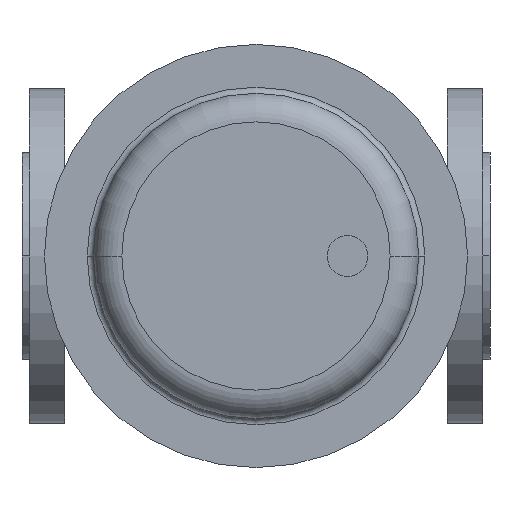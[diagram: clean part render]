
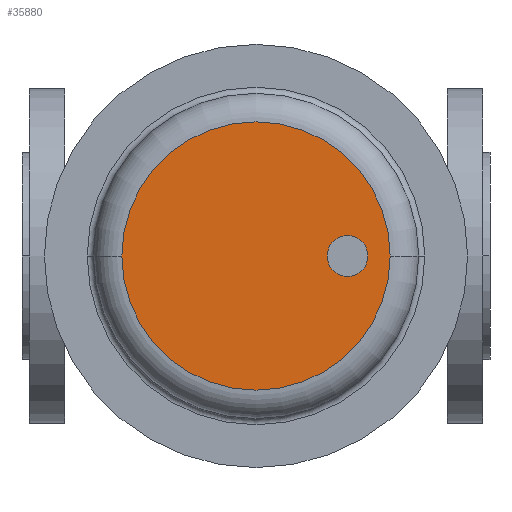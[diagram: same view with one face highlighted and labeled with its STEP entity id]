
A CAD part, front view. The second image highlights one B-rep face of the part: STEP entity #35880.
In plain terms, the highlighted planar face has unit normal (0, -1, 0).
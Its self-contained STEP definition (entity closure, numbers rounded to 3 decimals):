
#35340=CARTESIAN_POINT('',(180.93,-477.,0.));
#35350=VERTEX_POINT('',#35340);
#35380=CARTESIAN_POINT('',(115.,-477.,0.));
#35390=DIRECTION('',(0.,1.,0.));
#35400=DIRECTION('',(1.,0.,0.));
#35410=AXIS2_PLACEMENT_3D('',#35380,#35390,#35400);
#35420=CIRCLE('',#35410,65.93);
#35430=CARTESIAN_POINT('',(115.,-477.,65.93));
#35440=VERTEX_POINT('',#35430);
#35450=EDGE_CURVE('',#35440,#35350,#35420,.T.);
#35470=CARTESIAN_POINT('',(49.07,-477.,0.));
#35480=VERTEX_POINT('',#35470);
#35490=EDGE_CURVE('',#35480,#35440,#35420,.T.);
#35620=CARTESIAN_POINT('',(147.965,-477.,0.));
#35630=DIRECTION('',(0.,-1.,0.));
#35640=DIRECTION('',(-1.,0.,0.));
#35650=AXIS2_PLACEMENT_3D('',#35620,#35630,#35640);
#35660=PLANE('',#35650);
#35670=CARTESIAN_POINT('',(160.,-477.,0.));
#35680=DIRECTION('',(0.,1.,0.));
#35690=DIRECTION('',(1.,0.,0.));
#35700=AXIS2_PLACEMENT_3D('',#35670,#35680,#35690);
#35710=CIRCLE('',#35700,10.);
#35720=CARTESIAN_POINT('',(150.,-477.,0.));
#35730=VERTEX_POINT('',#35720);
#35740=CARTESIAN_POINT('',(170.,-477.,0.));
#35750=VERTEX_POINT('',#35740);
#35760=EDGE_CURVE('',#35730,#35750,#35710,.T.);
#35770=ORIENTED_EDGE('',*,*,#35760,.T.);
#35780=EDGE_CURVE('',#35750,#35730,#35710,.T.);
#35790=ORIENTED_EDGE('',*,*,#35780,.T.);
#35800=EDGE_LOOP('',(#35790,#35770));
#35810=FACE_BOUND('',#35800,.T.);
#35820=ORIENTED_EDGE('',*,*,#35450,.F.);
#35830=EDGE_CURVE('',#35350,#35480,#35420,.T.);
#35840=ORIENTED_EDGE('',*,*,#35830,.F.);
#35850=ORIENTED_EDGE('',*,*,#35490,.F.);
#35860=EDGE_LOOP('',(#35850,#35840,#35820));
#35870=FACE_OUTER_BOUND('',#35860,.T.);
#35880=ADVANCED_FACE('',(#35810,#35870),#35660,.T.);
